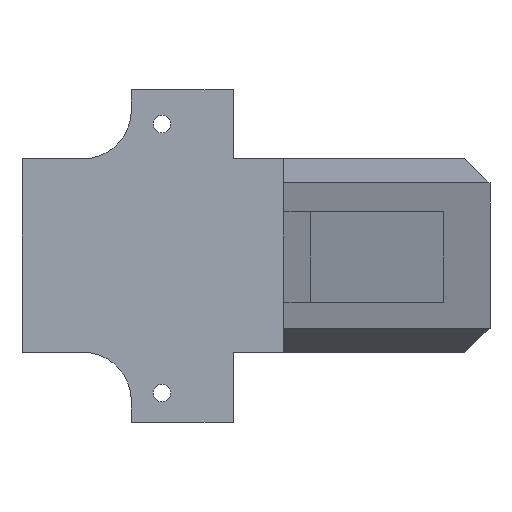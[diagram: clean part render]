
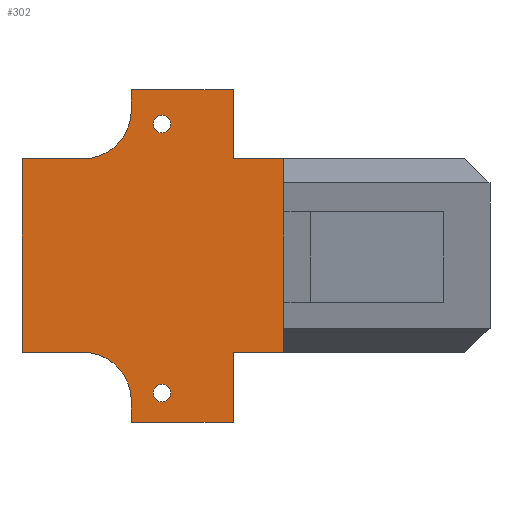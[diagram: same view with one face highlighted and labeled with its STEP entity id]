
A CAD part, front view. The second image highlights one B-rep face of the part: STEP entity #302.
In plain terms, the highlighted planar face has unit normal (0, -1, 0).
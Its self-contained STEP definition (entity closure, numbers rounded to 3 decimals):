
#2 = FACE_OUTER_BOUND ( 'NONE', #1255, .T. ) ;
#10 = DIRECTION ( 'NONE',  ( 0., 0., 1. ) ) ;
#29 = ORIENTED_EDGE ( 'NONE', *, *, #205, .T. ) ;
#50 = DIRECTION ( 'NONE',  ( 0., 0., -1. ) ) ;
#54 = VERTEX_POINT ( 'NONE', #1231 ) ;
#71 = DIRECTION ( 'NONE',  ( 0., 0., -1. ) ) ;
#78 = EDGE_CURVE ( 'NONE', #535, #116, #374, .T. ) ;
#79 = CARTESIAN_POINT ( 'NONE',  ( -32.494, -46.08, -8.447 ) ) ;
#105 = DIRECTION ( 'NONE',  ( 0., -1., 0. ) ) ;
#106 = ORIENTED_EDGE ( 'NONE', *, *, #995, .F. ) ;
#116 = VERTEX_POINT ( 'NONE', #744 ) ;
#122 = EDGE_LOOP ( 'NONE', ( #1039, #106 ) ) ;
#126 = CARTESIAN_POINT ( 'NONE',  ( -7.278, -46.08, 40. ) ) ;
#142 = VERTEX_POINT ( 'NONE', #1119 ) ;
#154 = DIRECTION ( 'NONE',  ( 0., 0., 1. ) ) ;
#198 = DIRECTION ( 'NONE',  ( 0., 0., -1. ) ) ;
#205 = EDGE_CURVE ( 'NONE', #1346, #892, #795, .T. ) ;
#216 = VECTOR ( 'NONE', #569, 1000. ) ;
#220 = LINE ( 'NONE', #126, #1492 ) ;
#223 = CARTESIAN_POINT ( 'NONE',  ( -17.754, -46.08, -14.501 ) ) ;
#227 = LINE ( 'NONE', #967, #968 ) ;
#231 = VECTOR ( 'NONE', #871, 1000. ) ;
#241 = CARTESIAN_POINT ( 'NONE',  ( -7.278, -46.08, 0. ) ) ;
#253 = CARTESIAN_POINT ( 'NONE',  ( -17.754, -46.08, 0. ) ) ;
#255 = ORIENTED_EDGE ( 'NONE', *, *, #269, .T. ) ;
#259 = FACE_BOUND ( 'NONE', #122, .T. ) ;
#268 = DIRECTION ( 'NONE',  ( 0., 1., 0. ) ) ;
#269 = EDGE_CURVE ( 'NONE', #594, #1163, #1323, .T. ) ;
#283 = ORIENTED_EDGE ( 'NONE', *, *, #824, .F. ) ;
#288 = DIRECTION ( 'NONE',  ( 0., 1., 0. ) ) ;
#291 = CARTESIAN_POINT ( 'NONE',  ( -7.278, -46.08, 40. ) ) ;
#302 = ADVANCED_FACE ( 'NONE', ( #2, #1366, #259 ), #500, .F. ) ;
#304 = DIRECTION ( 'NONE',  ( 1., 0., 0. ) ) ;
#327 = ORIENTED_EDGE ( 'NONE', *, *, #1143, .T. ) ;
#330 = DIRECTION ( 'NONE',  ( 0., -1., 0. ) ) ;
#332 = DIRECTION ( 'NONE',  ( 0., 0., 1. ) ) ;
#356 = CARTESIAN_POINT ( 'NONE',  ( -7.278, -46.08, 40. ) ) ;
#363 = VECTOR ( 'NONE', #771, 1000. ) ;
#374 = CIRCLE ( 'NONE', #551, 10. ) ;
#393 = ORIENTED_EDGE ( 'NONE', *, *, #78, .T. ) ;
#401 = CARTESIAN_POINT ( 'NONE',  ( -38.833, -46.08, 54.318 ) ) ;
#412 = CARTESIAN_POINT ( 'NONE',  ( -38.833, -46.08, -14.501 ) ) ;
#442 = AXIS2_PLACEMENT_3D ( 'NONE', #991, #105, #710 ) ;
#465 = DIRECTION ( 'NONE',  ( 1., 0., 0. ) ) ;
#470 = DIRECTION ( 'NONE',  ( 0., 0., -1. ) ) ;
#477 = LINE ( 'NONE', #356, #840 ) ;
#487 = CARTESIAN_POINT ( 'NONE',  ( -32.494, -46.08, 48.981 ) ) ;
#493 = CARTESIAN_POINT ( 'NONE',  ( -7.278, -46.08, 40. ) ) ;
#495 = EDGE_CURVE ( 'NONE', #1200, #1481, #1124, .T. ) ;
#500 = PLANE ( 'NONE',  #721 ) ;
#507 = VERTEX_POINT ( 'NONE', #401 ) ;
#508 = LINE ( 'NONE', #1337, #1328 ) ;
#513 = AXIS2_PLACEMENT_3D ( 'NONE', #79, #330, #1315 ) ;
#528 = CARTESIAN_POINT ( 'NONE',  ( -32.494, -46.08, -10.264 ) ) ;
#535 = VERTEX_POINT ( 'NONE', #1159 ) ;
#548 = VERTEX_POINT ( 'NONE', #1183 ) ;
#551 = AXIS2_PLACEMENT_3D ( 'NONE', #753, #899, #154 ) ;
#556 = CARTESIAN_POINT ( 'NONE',  ( -61.421, -46.08, 40. ) ) ;
#569 = DIRECTION ( 'NONE',  ( -1., 0., 0. ) ) ;
#577 = ORIENTED_EDGE ( 'NONE', *, *, #1518, .T. ) ;
#594 = VERTEX_POINT ( 'NONE', #947 ) ;
#615 = EDGE_CURVE ( 'NONE', #1525, #1024, #898, .T. ) ;
#636 = VERTEX_POINT ( 'NONE', #1070 ) ;
#659 = CARTESIAN_POINT ( 'NONE',  ( -32.494, -46.08, 47.164 ) ) ;
#701 = EDGE_CURVE ( 'NONE', #1346, #142, #220, .T. ) ;
#710 = DIRECTION ( 'NONE',  ( 0., 0., -1. ) ) ;
#721 = AXIS2_PLACEMENT_3D ( 'NONE', #493, #268, #10 ) ;
#744 = CARTESIAN_POINT ( 'NONE',  ( -48.833, -46.08, 40. ) ) ;
#753 = CARTESIAN_POINT ( 'NONE',  ( -48.833, -46.08, 50. ) ) ;
#771 = DIRECTION ( 'NONE',  ( 1., 0., 0. ) ) ;
#774 = EDGE_CURVE ( 'NONE', #54, #1200, #508, .T. ) ;
#779 = CIRCLE ( 'NONE', #799, 1.817 ) ;
#795 = LINE ( 'NONE', #223, #986 ) ;
#799 = AXIS2_PLACEMENT_3D ( 'NONE', #1235, #1226, #1580 ) ;
#805 = ORIENTED_EDGE ( 'NONE', *, *, #701, .F. ) ;
#806 = CARTESIAN_POINT ( 'NONE',  ( -32.494, -46.08, -6.629 ) ) ;
#811 = AXIS2_PLACEMENT_3D ( 'NONE', #1367, #288, #1394 ) ;
#816 = EDGE_CURVE ( 'NONE', #1076, #636, #1091, .T. ) ;
#824 = EDGE_CURVE ( 'NONE', #1024, #1525, #779, .T. ) ;
#839 = CARTESIAN_POINT ( 'NONE',  ( -61.421, -46.08, 0. ) ) ;
#840 = VECTOR ( 'NONE', #470, 1000. ) ;
#871 = DIRECTION ( 'NONE',  ( 1., 0., 0. ) ) ;
#884 = CARTESIAN_POINT ( 'NONE',  ( -17.754, -46.08, 54.318 ) ) ;
#892 = VERTEX_POINT ( 'NONE', #884 ) ;
#898 = CIRCLE ( 'NONE', #513, 1.817 ) ;
#899 = DIRECTION ( 'NONE',  ( 0., 1., 0. ) ) ;
#911 = CARTESIAN_POINT ( 'NONE',  ( -7.278, -46.08, 0. ) ) ;
#931 = ORIENTED_EDGE ( 'NONE', *, *, #615, .F. ) ;
#947 = CARTESIAN_POINT ( 'NONE',  ( -61.421, -46.08, 40. ) ) ;
#953 = ORIENTED_EDGE ( 'NONE', *, *, #1193, .T. ) ;
#967 = CARTESIAN_POINT ( 'NONE',  ( -7.278, -46.08, 0. ) ) ;
#968 = VECTOR ( 'NONE', #465, 1000. ) ;
#986 = VECTOR ( 'NONE', #332, 1000. ) ;
#991 = CARTESIAN_POINT ( 'NONE',  ( -32.494, -46.08, 47.164 ) ) ;
#995 = EDGE_CURVE ( 'NONE', #1468, #548, #1144, .T. ) ;
#996 = ORIENTED_EDGE ( 'NONE', *, *, #1443, .F. ) ;
#1012 = LINE ( 'NONE', #291, #231 ) ;
#1013 = ORIENTED_EDGE ( 'NONE', *, *, #1564, .T. ) ;
#1015 = ORIENTED_EDGE ( 'NONE', *, *, #1324, .T. ) ;
#1022 = EDGE_LOOP ( 'NONE', ( #931, #283 ) ) ;
#1024 = VERTEX_POINT ( 'NONE', #806 ) ;
#1039 = ORIENTED_EDGE ( 'NONE', *, *, #1425, .F. ) ;
#1050 = VECTOR ( 'NONE', #304, 1000. ) ;
#1056 = LINE ( 'NONE', #1549, #1390 ) ;
#1070 = CARTESIAN_POINT ( 'NONE',  ( -38.833, -46.08, -14.501 ) ) ;
#1076 = VERTEX_POINT ( 'NONE', #1415 ) ;
#1091 = LINE ( 'NONE', #1321, #1168 ) ;
#1107 = DIRECTION ( 'NONE',  ( 0., 0., 1. ) ) ;
#1118 = AXIS2_PLACEMENT_3D ( 'NONE', #659, #1146, #50 ) ;
#1119 = CARTESIAN_POINT ( 'NONE',  ( -7.278, -46.08, 40. ) ) ;
#1124 = LINE ( 'NONE', #911, #1050 ) ;
#1143 = EDGE_CURVE ( 'NONE', #892, #507, #1164, .T. ) ;
#1144 = CIRCLE ( 'NONE', #1118, 1.817 ) ;
#1146 = DIRECTION ( 'NONE',  ( 0., -1., 0. ) ) ;
#1147 = VERTEX_POINT ( 'NONE', #1470 ) ;
#1159 = CARTESIAN_POINT ( 'NONE',  ( -38.833, -46.08, 50. ) ) ;
#1163 = VERTEX_POINT ( 'NONE', #839 ) ;
#1164 = LINE ( 'NONE', #1174, #216 ) ;
#1168 = VECTOR ( 'NONE', #1589, 1000. ) ;
#1174 = CARTESIAN_POINT ( 'NONE',  ( -38.833, -46.08, 54.318 ) ) ;
#1183 = CARTESIAN_POINT ( 'NONE',  ( -32.494, -46.08, 45.347 ) ) ;
#1186 = VECTOR ( 'NONE', #198, 1000. ) ;
#1193 = EDGE_CURVE ( 'NONE', #1163, #1147, #227, .T. ) ;
#1200 = VERTEX_POINT ( 'NONE', #253 ) ;
#1203 = CIRCLE ( 'NONE', #442, 1.817 ) ;
#1222 = CARTESIAN_POINT ( 'NONE',  ( -17.754, -46.08, 40. ) ) ;
#1226 = DIRECTION ( 'NONE',  ( 0., -1., 0. ) ) ;
#1231 = CARTESIAN_POINT ( 'NONE',  ( -17.754, -46.08, -14.501 ) ) ;
#1233 = CIRCLE ( 'NONE', #811, 10. ) ;
#1235 = CARTESIAN_POINT ( 'NONE',  ( -32.494, -46.08, -8.447 ) ) ;
#1255 = EDGE_LOOP ( 'NONE', ( #805, #29, #327, #1013, #393, #1516, #255, #953, #577, #1322, #1015, #1579, #1535, #996 ) ) ;
#1309 = EDGE_CURVE ( 'NONE', #594, #116, #1012, .T. ) ;
#1315 = DIRECTION ( 'NONE',  ( 0., 0., -1. ) ) ;
#1321 = CARTESIAN_POINT ( 'NONE',  ( -38.833, -46.08, -14.501 ) ) ;
#1322 = ORIENTED_EDGE ( 'NONE', *, *, #816, .T. ) ;
#1323 = LINE ( 'NONE', #556, #1186 ) ;
#1324 = EDGE_CURVE ( 'NONE', #636, #54, #1378, .T. ) ;
#1328 = VECTOR ( 'NONE', #1107, 1000. ) ;
#1337 = CARTESIAN_POINT ( 'NONE',  ( -17.754, -46.08, -14.501 ) ) ;
#1346 = VERTEX_POINT ( 'NONE', #1222 ) ;
#1366 = FACE_BOUND ( 'NONE', #1022, .T. ) ;
#1367 = CARTESIAN_POINT ( 'NONE',  ( -48.833, -46.08, -10. ) ) ;
#1378 = LINE ( 'NONE', #412, #363 ) ;
#1390 = VECTOR ( 'NONE', #71, 1000. ) ;
#1394 = DIRECTION ( 'NONE',  ( 0., 0., 1. ) ) ;
#1415 = CARTESIAN_POINT ( 'NONE',  ( -38.833, -46.08, -10. ) ) ;
#1425 = EDGE_CURVE ( 'NONE', #548, #1468, #1203, .T. ) ;
#1443 = EDGE_CURVE ( 'NONE', #142, #1481, #477, .T. ) ;
#1468 = VERTEX_POINT ( 'NONE', #487 ) ;
#1470 = CARTESIAN_POINT ( 'NONE',  ( -48.833, -46.08, 0. ) ) ;
#1472 = DIRECTION ( 'NONE',  ( 1., 0., 0. ) ) ;
#1481 = VERTEX_POINT ( 'NONE', #241 ) ;
#1492 = VECTOR ( 'NONE', #1472, 1000. ) ;
#1516 = ORIENTED_EDGE ( 'NONE', *, *, #1309, .F. ) ;
#1518 = EDGE_CURVE ( 'NONE', #1147, #1076, #1233, .T. ) ;
#1525 = VERTEX_POINT ( 'NONE', #528 ) ;
#1535 = ORIENTED_EDGE ( 'NONE', *, *, #495, .T. ) ;
#1549 = CARTESIAN_POINT ( 'NONE',  ( -38.833, -46.08, -14.501 ) ) ;
#1564 = EDGE_CURVE ( 'NONE', #507, #535, #1056, .T. ) ;
#1579 = ORIENTED_EDGE ( 'NONE', *, *, #774, .T. ) ;
#1580 = DIRECTION ( 'NONE',  ( 0., 0., -1. ) ) ;
#1589 = DIRECTION ( 'NONE',  ( 0., 0., -1. ) ) ;
